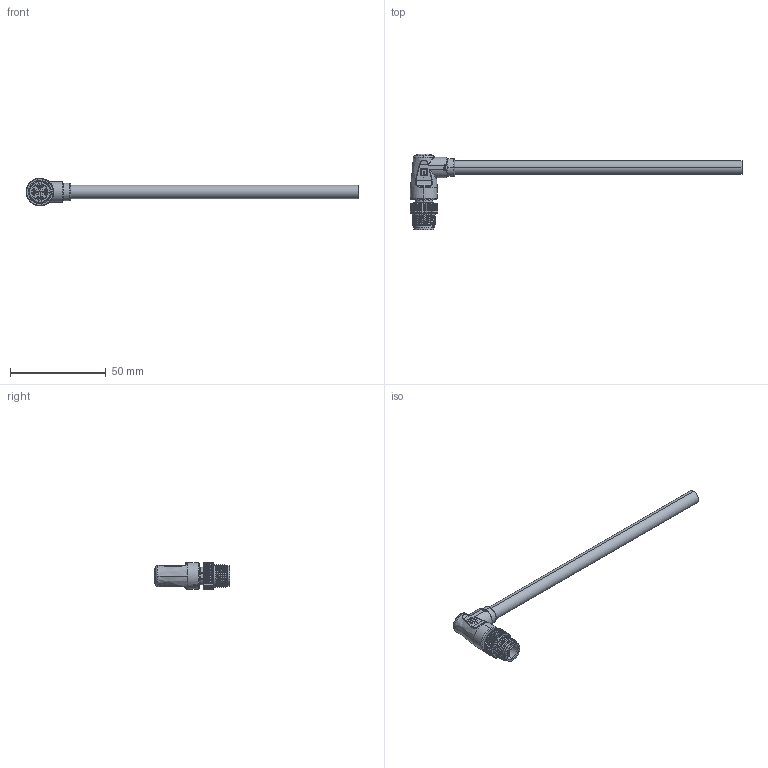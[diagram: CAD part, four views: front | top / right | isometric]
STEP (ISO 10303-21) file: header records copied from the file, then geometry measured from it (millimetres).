
FILE_DESCRIPTION (( 'STEP AP203' ), '1' );
FILE_NAME ('10-06567.STEP', '2026-02-28T00:07:11', ( '' ), ( '' ), 'SwSTEP 2.0', 'SolidWorks 2025', '' );
FILE_SCHEMA (( 'CONFIG_CONTROL_DESIGN' ));
Length unit declared in the file: millimetre
Products named in the file (9): 24-00464; 50-00993-01_STEP; 50-00993-02; 50-00993-03; 30-01713_blunt cut; 10-06567; 50-00993-04_默认; 50-00993_STEP; 50-00993-05
Assembly tree (18 placements, depth 3):
  10-06567
    30-01713_blunt cut
    24-00464
    50-00993_STEP
      50-00993-01_STEP
      50-00993-02
      50-00993-03  x4
      50-00993-04_默认  x8
      50-00993-05
Bounding box: 173.25 x 39.5 x 14.49 mm (x, y, z)
Volume: 10489.1 mm3; surface area: 46188.2 mm2
Topology: 85 solids, 85 shells, 1492 faces, 3530 edges, 2271 vertices
Faces by surface type: cylinder 617, plane 552, cone 180, bspline 79, torus 47, sphere 17
Entity records: 39281 total; most frequent: CARTESIAN_POINT 11376, DIRECTION 5539, ORIENTED_EDGE 5512, EDGE_CURVE 2756, AXIS2_PLACEMENT_3D 2137, VERTEX_POINT 1803, EDGE_LOOP 1301, VECTOR 1265
